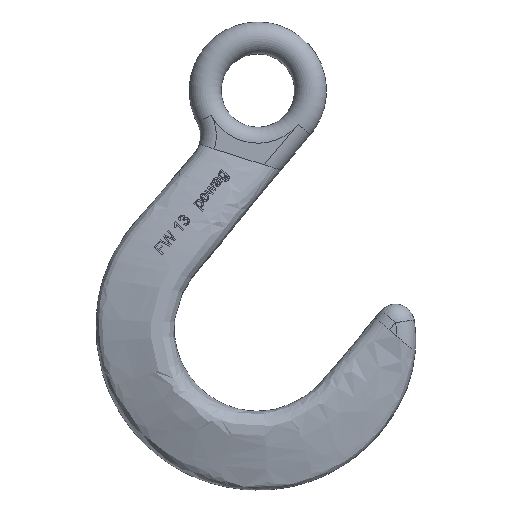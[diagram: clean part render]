
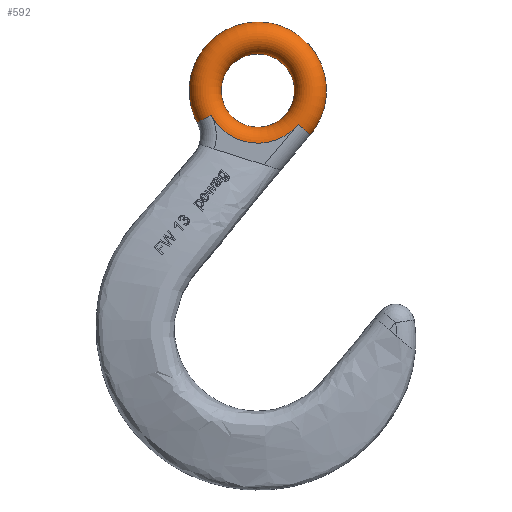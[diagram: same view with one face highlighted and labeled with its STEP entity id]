
A CAD part, top view. The second image highlights one B-rep face of the part: STEP entity #592.
In plain terms, the highlighted toroidal (fillet/blend) face has major radius 28 mm and minor radius 8.5 mm.
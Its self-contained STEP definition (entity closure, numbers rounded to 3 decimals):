
#126=TOROIDAL_SURFACE('',#3254,28.,8.5);
#578=CIRCLE('',#3245,28.);
#580=CIRCLE('',#3248,8.5);
#582=CIRCLE('',#3251,8.5);
#583=CIRCLE('',#3253,28.);
#592=ADVANCED_FACE('',(#778),#126,.T.);
#778=FACE_OUTER_BOUND('',#971,.T.);
#971=EDGE_LOOP('',(#1287,#1288,#1289,#1290));
#1287=ORIENTED_EDGE('',*,*,#2518,.T.);
#1288=ORIENTED_EDGE('',*,*,#2515,.F.);
#1289=ORIENTED_EDGE('',*,*,#2523,.T.);
#1290=ORIENTED_EDGE('',*,*,#2524,.T.);
#2205=VERTEX_POINT('',#6401);
#2206=VERTEX_POINT('',#6402);
#2207=VERTEX_POINT('',#6407);
#2210=VERTEX_POINT('',#6433);
#2515=EDGE_CURVE('',#2205,#2206,#578,.T.);
#2518=EDGE_CURVE('',#2207,#2206,#580,.T.);
#2523=EDGE_CURVE('',#2205,#2210,#582,.T.);
#2524=EDGE_CURVE('',#2210,#2207,#583,.T.);
#3245=AXIS2_PLACEMENT_3D('',#6400,#3325,#3326);
#3248=AXIS2_PLACEMENT_3D('',#6406,#3332,#3333);
#3251=AXIS2_PLACEMENT_3D('',#6434,#3339,#3340);
#3253=AXIS2_PLACEMENT_3D('',#6436,#3343,#3344);
#3254=AXIS2_PLACEMENT_3D('',#6437,#3345,#3346);
#3325=DIRECTION('',(0.,0.,-1.));
#3326=DIRECTION('',(-1.,0.,0.));
#3332=DIRECTION('',(-0.467,0.884,0.));
#3333=DIRECTION('',(-0.884,-0.467,0.));
#3339=DIRECTION('',(0.643,0.766,0.));
#3340=DIRECTION('',(-0.766,0.643,0.));
#3343=DIRECTION('',(0.,0.,-1.));
#3344=DIRECTION('',(-1.,0.,0.));
#3345=DIRECTION('',(0.,0.,-1.));
#3346=DIRECTION('',(-1.,0.,0.));
#6400=CARTESIAN_POINT('',(0.,126.,8.5));
#6401=CARTESIAN_POINT('',(21.448,108.,8.5));
#6402=CARTESIAN_POINT('',(-24.766,112.936,8.5));
#6406=CARTESIAN_POINT('',(-24.766,112.936,0.));
#6407=CARTESIAN_POINT('',(-24.766,112.936,-8.5));
#6433=CARTESIAN_POINT('',(21.448,108.,-8.5));
#6434=CARTESIAN_POINT('',(21.448,108.,0.));
#6436=CARTESIAN_POINT('',(0.,126.,-8.5));
#6437=CARTESIAN_POINT('',(0.,126.,0.));
